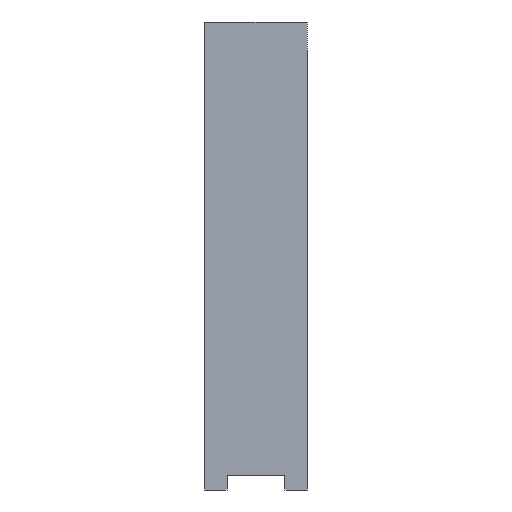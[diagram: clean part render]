
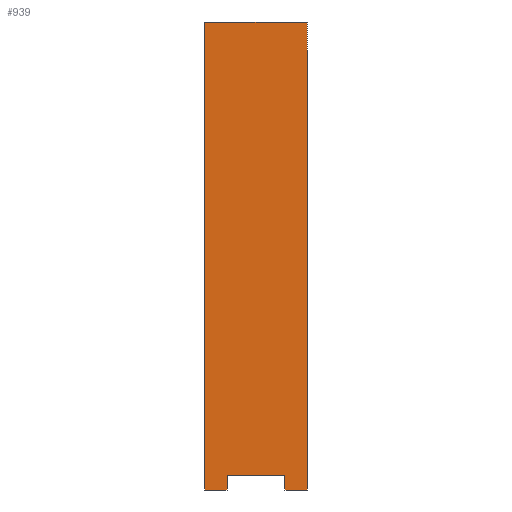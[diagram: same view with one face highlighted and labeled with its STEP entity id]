
A CAD part, left-side view. The second image highlights one B-rep face of the part: STEP entity #939.
In plain terms, the highlighted planar face has unit normal (-1, 0, 0).
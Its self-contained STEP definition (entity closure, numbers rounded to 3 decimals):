
#28=PLANE('',#1014);
#65=FACE_OUTER_BOUND('',#114,.T.);
#114=EDGE_LOOP('',(#702,#703,#704,#705,#706,#707,#708,#709));
#186=LINE('',#1378,#297);
#188=LINE('',#1383,#299);
#198=LINE('',#1405,#309);
#201=LINE('',#1411,#312);
#223=LINE('',#1453,#334);
#224=LINE('',#1456,#335);
#225=LINE('',#1458,#336);
#226=LINE('',#1459,#337);
#297=VECTOR('',#1102,10.);
#299=VECTOR('',#1106,10.);
#309=VECTOR('',#1122,10.);
#312=VECTOR('',#1127,10.);
#334=VECTOR('',#1163,10.);
#335=VECTOR('',#1166,10.);
#336=VECTOR('',#1167,10.);
#337=VECTOR('',#1168,10.);
#412=VERTEX_POINT('',#1372);
#414=VERTEX_POINT('',#1376);
#416=VERTEX_POINT('',#1381);
#423=VERTEX_POINT('',#1401);
#425=VERTEX_POINT('',#1404);
#427=VERTEX_POINT('',#1410);
#441=VERTEX_POINT('',#1455);
#442=VERTEX_POINT('',#1457);
#500=EDGE_CURVE('',#412,#414,#186,.T.);
#502=EDGE_CURVE('',#416,#414,#188,.T.);
#512=EDGE_CURVE('',#423,#425,#198,.T.);
#515=EDGE_CURVE('',#425,#427,#201,.T.);
#537=EDGE_CURVE('',#412,#423,#223,.T.);
#538=EDGE_CURVE('',#441,#427,#224,.T.);
#539=EDGE_CURVE('',#442,#416,#225,.T.);
#540=EDGE_CURVE('',#442,#441,#226,.T.);
#702=ORIENTED_EDGE('',*,*,#538,.T.);
#703=ORIENTED_EDGE('',*,*,#515,.F.);
#704=ORIENTED_EDGE('',*,*,#512,.F.);
#705=ORIENTED_EDGE('',*,*,#537,.F.);
#706=ORIENTED_EDGE('',*,*,#500,.T.);
#707=ORIENTED_EDGE('',*,*,#502,.F.);
#708=ORIENTED_EDGE('',*,*,#539,.F.);
#709=ORIENTED_EDGE('',*,*,#540,.T.);
#939=ADVANCED_FACE('',(#65),#28,.T.);
#1014=AXIS2_PLACEMENT_3D('',#1454,#1164,#1165);
#1102=DIRECTION('',(0.,0.,-1.));
#1106=DIRECTION('',(0.,1.,0.));
#1122=DIRECTION('',(0.,0.,-1.));
#1127=DIRECTION('',(0.,1.,0.));
#1163=DIRECTION('',(0.,1.,0.));
#1164=DIRECTION('center_axis',(-1.,0.,0.));
#1165=DIRECTION('ref_axis',(0.,0.,1.));
#1166=DIRECTION('',(0.,0.,-1.));
#1167=DIRECTION('',(0.,0.,-1.));
#1168=DIRECTION('',(0.,1.,0.));
#1372=CARTESIAN_POINT('',(-56.,-9.5,-117.654));
#1376=CARTESIAN_POINT('',(-56.,-9.5,-121.654));
#1378=CARTESIAN_POINT('',(-56.,-9.5,-117.654));
#1381=CARTESIAN_POINT('',(-56.,-15.5,-121.654));
#1383=CARTESIAN_POINT('',(-56.,-15.5,-121.654));
#1401=CARTESIAN_POINT('',(-56.,6.,-117.654));
#1404=CARTESIAN_POINT('',(-56.,6.,-121.654));
#1405=CARTESIAN_POINT('',(-56.,6.,-117.654));
#1410=CARTESIAN_POINT('',(-56.,12.,-121.654));
#1411=CARTESIAN_POINT('',(-56.,6.,-121.654));
#1453=CARTESIAN_POINT('',(-56.,-15.5,-117.654));
#1454=CARTESIAN_POINT('Origin',(-56.,-15.5,-117.654));
#1455=CARTESIAN_POINT('',(-56.,12.,3.5));
#1456=CARTESIAN_POINT('',(-56.,12.,-87.365));
#1457=CARTESIAN_POINT('',(-56.,-15.5,3.5));
#1458=CARTESIAN_POINT('',(-56.,-15.5,3.5));
#1459=CARTESIAN_POINT('',(-56.,-15.5,3.5));
